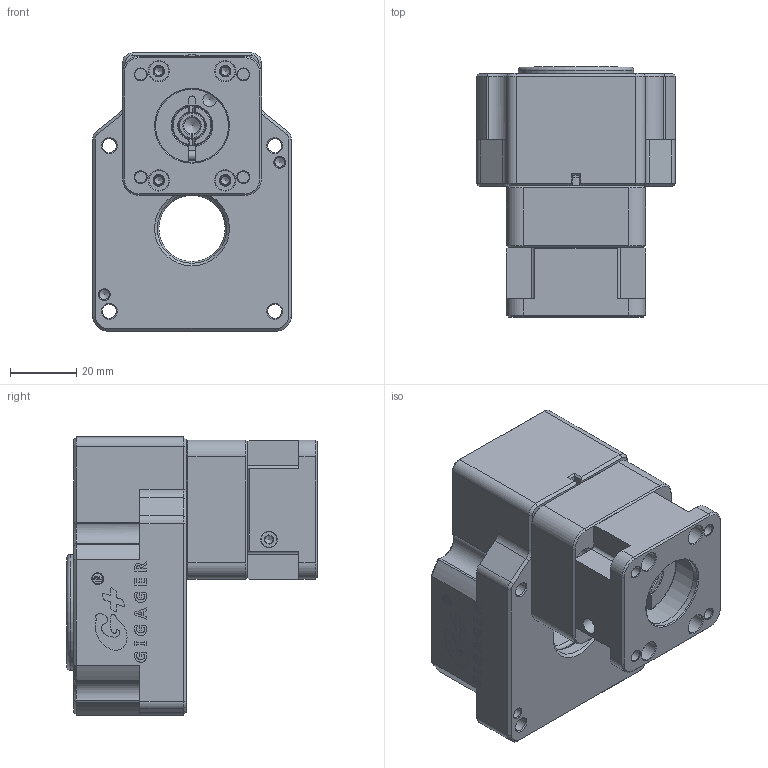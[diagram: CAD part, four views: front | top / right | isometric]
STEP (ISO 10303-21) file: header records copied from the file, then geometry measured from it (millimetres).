
FILE_DESCRIPTION (( 'STEP AP203' ), '1' );
FILE_NAME ('GSB60-05K-ST1.step', '2021-06-01T02:11:31', ( 'Microsoft' ), ( 'Microsoft' ), 'SwSTEP 2.0', 'SolidWorks 2019', '' );
FILE_SCHEMA (( 'CONFIG_CONTROL_DESIGN' ));
Length unit declared in the file: millimetre
Products named in the file (1): GSB60-05K-ST1
Bounding box: 60 x 75.5 x 84 mm (x, y, z)
Volume: 151045 mm3; surface area: 61273.1 mm2
Topology: 9 solids, 9 shells, 704 faces, 1813 edges, 1146 vertices
Faces by surface type: plane 268, cylinder 159, cone 157, bspline 107, torus 13
Full cylindrical faces by diameter (mm): 2.5 x15, 3 x3, 3.2 x1, 3.3 x6, 3.5 x8, 4 x7, 4.2 x4, 5 x7, 5.5 x1, 6 x4, 6.5 x4, 8 x2, 8.4 x1, 9 x4, 11.6 x1, 12 x2, 15 x1, 20 x1, 21 x1, 22 x1, 25 x1, 28 x1, 30 x2, 34 x1, 35 x2, 36 x1, 42 x2, 45 x1, 55 x1, 57 x2
Entity records: 24197 total; most frequent: CARTESIAN_POINT 8815, ORIENTED_EDGE 3082, DIRECTION 2868, EDGE_CURVE 1541, VERTEX_POINT 1070, AXIS2_PLACEMENT_3D 1045, EDGE_LOOP 977, FACE_OUTER_BOUND 802
